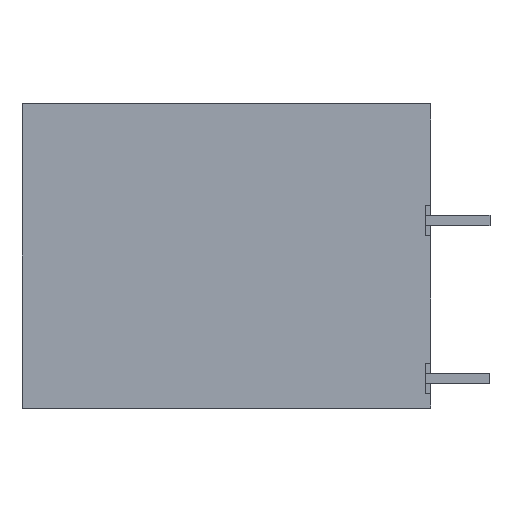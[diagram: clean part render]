
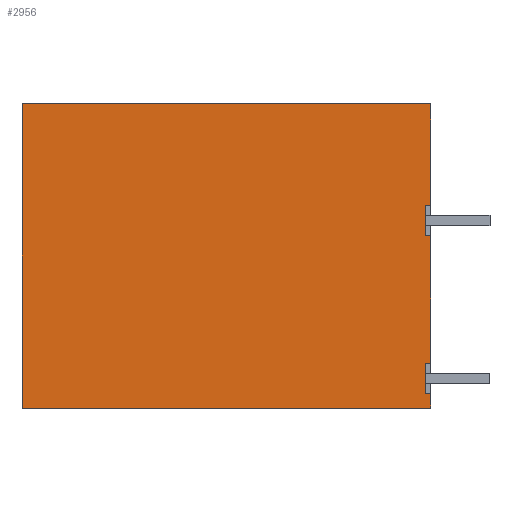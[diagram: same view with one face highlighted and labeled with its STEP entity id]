
A CAD part, left-side view. The second image highlights one B-rep face of the part: STEP entity #2956.
In plain terms, the highlighted planar face has unit normal (-1, 0, 0).
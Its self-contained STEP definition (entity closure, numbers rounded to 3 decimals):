
#2935=AXIS2_PLACEMENT_3D('Plane Axis2P3D',#2932,#2933,#2934) ;
#1186=CARTESIAN_POINT('Vertex',(7.,3.5,12.)) ;
#1200=CARTESIAN_POINT('Vertex',(7.,3.5,18.)) ;
#1203=CARTESIAN_POINT('Line Origine',(7.,3.5,15.)) ;
#1227=CARTESIAN_POINT('Vertex',(7.,3.8,12.)) ;
#1230=CARTESIAN_POINT('Line Origine',(7.,3.65,12.)) ;
#1252=CARTESIAN_POINT('Vertex',(7.,3.8,10.2)) ;
#1283=CARTESIAN_POINT('Line Origine',(7.,3.8,11.1)) ;
#1781=CARTESIAN_POINT('Vertex',(7.,27.7,0.)) ;
#1797=CARTESIAN_POINT('Vertex',(7.,3.5,0.)) ;
#1800=CARTESIAN_POINT('Line Origine',(7.,15.6,0.)) ;
#1824=CARTESIAN_POINT('Vertex',(7.,3.5,0.85)) ;
#1827=CARTESIAN_POINT('Line Origine',(7.,3.5,0.425)) ;
#1856=CARTESIAN_POINT('Vertex',(7.,3.8,0.85)) ;
#1859=CARTESIAN_POINT('Line Origine',(7.,3.65,0.85)) ;
#1895=CARTESIAN_POINT('Vertex',(7.,3.8,2.65)) ;
#1898=CARTESIAN_POINT('Line Origine',(7.,3.8,1.75)) ;
#1931=CARTESIAN_POINT('Vertex',(7.,3.5,2.65)) ;
#1934=CARTESIAN_POINT('Line Origine',(7.,3.65,2.65)) ;
#1958=CARTESIAN_POINT('Vertex',(7.,3.5,10.2)) ;
#1961=CARTESIAN_POINT('Line Origine',(7.,3.5,6.425)) ;
#1984=CARTESIAN_POINT('Line Origine',(7.,3.65,10.2)) ;
#2914=CARTESIAN_POINT('Vertex',(7.,27.7,18.)) ;
#2917=CARTESIAN_POINT('Line Origine',(7.,27.7,9.)) ;
#2932=CARTESIAN_POINT('Axis2P3D Location',(7.,0.,0.)) ;
#2937=CARTESIAN_POINT('Line Origine',(7.,15.6,18.)) ;
#1204=DIRECTION('Vector Direction',(0.,0.,-1.)) ;
#1231=DIRECTION('Vector Direction',(0.,-1.,0.)) ;
#1284=DIRECTION('Vector Direction',(0.,0.,-1.)) ;
#1801=DIRECTION('Vector Direction',(0.,1.,0.)) ;
#1828=DIRECTION('Vector Direction',(0.,0.,-1.)) ;
#1860=DIRECTION('Vector Direction',(0.,-1.,0.)) ;
#1899=DIRECTION('Vector Direction',(0.,0.,-1.)) ;
#1935=DIRECTION('Vector Direction',(0.,-1.,0.)) ;
#1962=DIRECTION('Vector Direction',(0.,0.,-1.)) ;
#1985=DIRECTION('Vector Direction',(0.,-1.,0.)) ;
#2918=DIRECTION('Vector Direction',(0.,0.,1.)) ;
#2933=DIRECTION('Axis2P3D Direction',(1.,0.,0.)) ;
#2934=DIRECTION('Axis2P3D XDirection',(0.,1.,0.)) ;
#2938=DIRECTION('Vector Direction',(0.,-1.,0.)) ;
#1205=VECTOR('Line Direction',#1204,1.) ;
#1232=VECTOR('Line Direction',#1231,1.) ;
#1285=VECTOR('Line Direction',#1284,1.) ;
#1802=VECTOR('Line Direction',#1801,1.) ;
#1829=VECTOR('Line Direction',#1828,1.) ;
#1861=VECTOR('Line Direction',#1860,1.) ;
#1900=VECTOR('Line Direction',#1899,1.) ;
#1936=VECTOR('Line Direction',#1935,1.) ;
#1963=VECTOR('Line Direction',#1962,1.) ;
#1986=VECTOR('Line Direction',#1985,1.) ;
#2919=VECTOR('Line Direction',#2918,1.) ;
#2939=VECTOR('Line Direction',#2938,1.) ;
#2943=ORIENTED_EDGE('',*,*,#2921,.F.) ;
#2944=ORIENTED_EDGE('',*,*,#1804,.F.) ;
#2945=ORIENTED_EDGE('',*,*,#1831,.F.) ;
#2946=ORIENTED_EDGE('',*,*,#1863,.F.) ;
#2947=ORIENTED_EDGE('',*,*,#1902,.T.) ;
#2948=ORIENTED_EDGE('',*,*,#1938,.T.) ;
#2949=ORIENTED_EDGE('',*,*,#1965,.F.) ;
#2950=ORIENTED_EDGE('',*,*,#1988,.F.) ;
#2951=ORIENTED_EDGE('',*,*,#1287,.T.) ;
#2952=ORIENTED_EDGE('',*,*,#1234,.T.) ;
#2953=ORIENTED_EDGE('',*,*,#1207,.F.) ;
#2954=ORIENTED_EDGE('',*,*,#2941,.F.) ;
#2956=ADVANCED_FACE('HOUSING',(#2955),#2936,.F.) ;
#1207=EDGE_CURVE('',#1201,#1187,#1206,.T.) ;
#1234=EDGE_CURVE('',#1228,#1187,#1233,.T.) ;
#1287=EDGE_CURVE('',#1253,#1228,#1286,.F.) ;
#1804=EDGE_CURVE('',#1798,#1782,#1803,.T.) ;
#1831=EDGE_CURVE('',#1825,#1798,#1830,.T.) ;
#1863=EDGE_CURVE('',#1857,#1825,#1862,.T.) ;
#1902=EDGE_CURVE('',#1857,#1896,#1901,.F.) ;
#1938=EDGE_CURVE('',#1896,#1932,#1937,.T.) ;
#1965=EDGE_CURVE('',#1959,#1932,#1964,.T.) ;
#1988=EDGE_CURVE('',#1253,#1959,#1987,.T.) ;
#2921=EDGE_CURVE('',#1782,#2915,#2920,.T.) ;
#2941=EDGE_CURVE('',#2915,#1201,#2940,.T.) ;
#2942=EDGE_LOOP('',(#2943,#2944,#2945,#2946,#2947,#2948,#2949,#2950,#2951,#2952,#2953,#2954)) ;
#2955=FACE_OUTER_BOUND('',#2942,.T.) ;
#1206=LINE('Line',#1203,#1205) ;
#1233=LINE('Line',#1230,#1232) ;
#1286=LINE('Line',#1283,#1285) ;
#1803=LINE('Line',#1800,#1802) ;
#1830=LINE('Line',#1827,#1829) ;
#1862=LINE('Line',#1859,#1861) ;
#1901=LINE('Line',#1898,#1900) ;
#1937=LINE('Line',#1934,#1936) ;
#1964=LINE('Line',#1961,#1963) ;
#1987=LINE('Line',#1984,#1986) ;
#2920=LINE('Line',#2917,#2919) ;
#2940=LINE('Line',#2937,#2939) ;
#2936=PLANE('',#2935) ;
#1187=VERTEX_POINT('',#1186) ;
#1201=VERTEX_POINT('',#1200) ;
#1228=VERTEX_POINT('',#1227) ;
#1253=VERTEX_POINT('',#1252) ;
#1782=VERTEX_POINT('',#1781) ;
#1798=VERTEX_POINT('',#1797) ;
#1825=VERTEX_POINT('',#1824) ;
#1857=VERTEX_POINT('',#1856) ;
#1896=VERTEX_POINT('',#1895) ;
#1932=VERTEX_POINT('',#1931) ;
#1959=VERTEX_POINT('',#1958) ;
#2915=VERTEX_POINT('',#2914) ;
